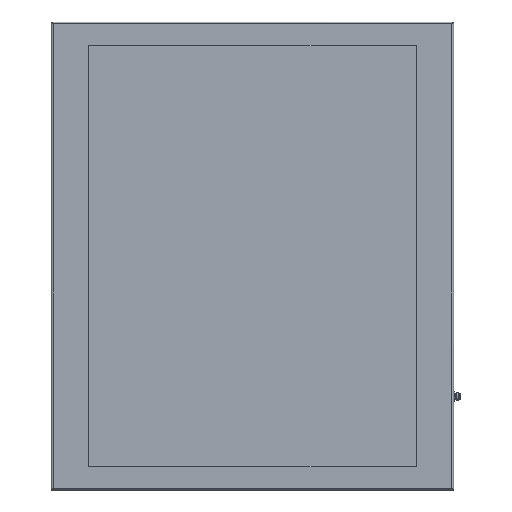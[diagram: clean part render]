
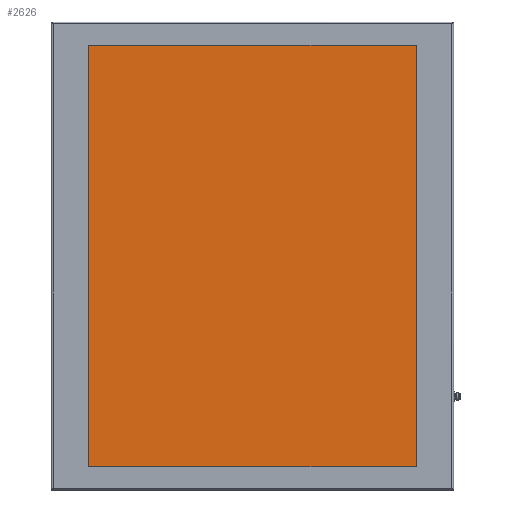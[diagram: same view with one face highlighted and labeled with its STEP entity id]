
A CAD part, top view. The second image highlights one B-rep face of the part: STEP entity #2626.
In plain terms, the highlighted planar face has unit normal (0, 0, 1).
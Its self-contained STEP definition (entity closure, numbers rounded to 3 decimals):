
#1297=ORIENTED_EDGE('',*,*,#1694,.F.);
#1298=ORIENTED_EDGE('',*,*,#1699,.F.);
#1299=ORIENTED_EDGE('',*,*,#1698,.F.);
#1300=ORIENTED_EDGE('',*,*,#1696,.F.);
#1476=VECTOR('',#2000,1.);
#1478=VECTOR('',#2004,1.);
#1480=VECTOR('',#2008,1.);
#1481=VECTOR('',#2011,1.);
#1542=LINE('',#2293,#1476);
#1544=LINE('',#2297,#1478);
#1546=LINE('',#2301,#1480);
#1547=LINE('',#2303,#1481);
#1603=VERTEX_POINT('',#2289);
#1604=VERTEX_POINT('',#2291);
#1605=VERTEX_POINT('',#2295);
#1606=VERTEX_POINT('',#2299);
#1694=EDGE_CURVE('',#1604,#1603,#1542,.T.);
#1696=EDGE_CURVE('',#1603,#1605,#1544,.T.);
#1698=EDGE_CURVE('',#1605,#1606,#1546,.T.);
#1699=EDGE_CURVE('',#1606,#1604,#1547,.T.);
#1784=EDGE_LOOP('',(#1297,#1298,#1299,#1300));
#1868=FACE_BOUND('',#1784,.T.);
#2000=DIRECTION('',(-350.,0.,0.));
#2004=DIRECTION('',(0.,450.,0.));
#2008=DIRECTION('',(350.,0.,0.));
#2011=DIRECTION('',(0.,-450.,0.));
#2012=DIRECTION('',(0.,0.,1.));
#2013=DIRECTION('',(0.,-1.,0.));
#2289=CARTESIAN_POINT('',(40.,25.,20.1));
#2291=CARTESIAN_POINT('',(390.,25.,20.1));
#2293=CARTESIAN_POINT('',(390.,25.,20.1));
#2295=CARTESIAN_POINT('',(40.,475.,20.1));
#2297=CARTESIAN_POINT('',(40.,25.,20.1));
#2299=CARTESIAN_POINT('',(390.,475.,20.1));
#2301=CARTESIAN_POINT('',(40.,475.,20.1));
#2303=CARTESIAN_POINT('',(390.,475.,20.1));
#2304=CARTESIAN_POINT('',(0.,0.,20.1));
#2496=AXIS2_PLACEMENT_3D('',#2304,#2012,#2013);
#2595=PLANE('',#2496);
#2626=ADVANCED_FACE('',(#1868),#2595,.T.);
